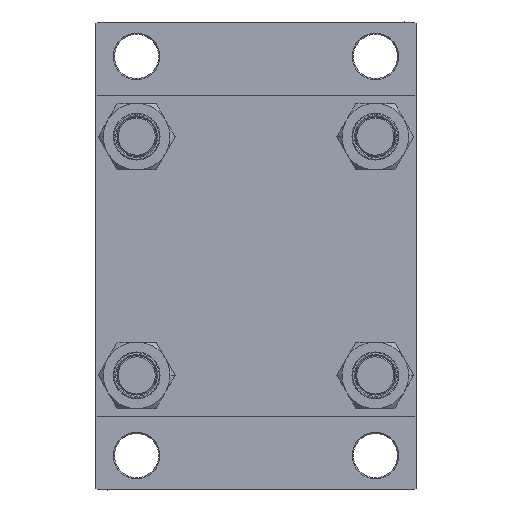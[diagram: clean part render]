
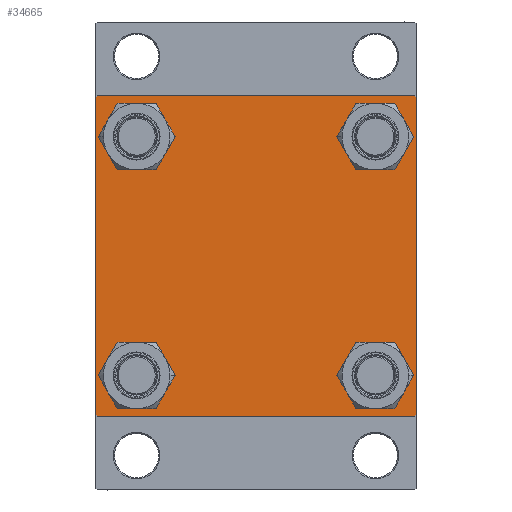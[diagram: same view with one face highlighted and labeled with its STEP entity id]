
A CAD part, left-side view. The second image highlights one B-rep face of the part: STEP entity #34665.
In plain terms, the highlighted planar face has unit normal (-1, 0, 0).
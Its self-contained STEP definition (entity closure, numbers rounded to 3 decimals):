
#162 = CARTESIAN_POINT ( 'NONE',  ( 0., 0., 0. ) ) ;
#253 = EDGE_LOOP ( 'NONE', ( #2318, #8292 ) ) ;
#363 = VECTOR ( 'NONE', #36768, 1000. ) ;
#523 = EDGE_LOOP ( 'NONE', ( #3729, #26345, #31720, #43390, #12159, #15266, #31439, #26618 ) ) ;
#581 = VECTOR ( 'NONE', #43238, 1000. ) ;
#582 = EDGE_CURVE ( 'NONE', #6906, #41405, #15919, .T. ) ;
#684 = VERTEX_POINT ( 'NONE', #21905 ) ;
#807 = EDGE_CURVE ( 'NONE', #684, #14646, #2886, .T. ) ;
#1050 = EDGE_CURVE ( 'NONE', #41405, #6906, #31380, .T. ) ;
#1951 = FACE_BOUND ( 'NONE', #13371, .T. ) ;
#2210 = LINE ( 'NONE', #16433, #581 ) ;
#2318 = ORIENTED_EDGE ( 'NONE', *, *, #582, .T. ) ;
#2660 = LINE ( 'NONE', #17362, #10414 ) ;
#2886 = CIRCLE ( 'NONE', #9792, 8.5 ) ;
#3164 = EDGE_LOOP ( 'NONE', ( #30751, #34364 ) ) ;
#3360 = LINE ( 'NONE', #21685, #16607 ) ;
#3624 = AXIS2_PLACEMENT_3D ( 'NONE', #31628, #20257, #28459 ) ;
#3727 = CARTESIAN_POINT ( 'NONE',  ( 0., 64.5, 65. ) ) ;
#3729 = ORIENTED_EDGE ( 'NONE', *, *, #41193, .T. ) ;
#5391 = LINE ( 'NONE', #31222, #31136 ) ;
#5606 = DIRECTION ( 'NONE',  ( 1., 0., 0. ) ) ;
#6019 = DIRECTION ( 'NONE',  ( 0., 0., 1. ) ) ;
#6388 = DIRECTION ( 'NONE',  ( 1., 0., 0. ) ) ;
#6850 = CARTESIAN_POINT ( 'NONE',  ( 0., 64.75, -64.75 ) ) ;
#6906 = VERTEX_POINT ( 'NONE', #38648 ) ;
#7010 = CIRCLE ( 'NONE', #20885, 8.5 ) ;
#8292 = ORIENTED_EDGE ( 'NONE', *, *, #1050, .T. ) ;
#8360 = CARTESIAN_POINT ( 'NONE',  ( 0., 65., -64.5 ) ) ;
#9122 = EDGE_CURVE ( 'NONE', #31140, #36450, #7010, .T. ) ;
#9727 = AXIS2_PLACEMENT_3D ( 'NONE', #32686, #6388, #36096 ) ;
#9792 = AXIS2_PLACEMENT_3D ( 'NONE', #31987, #43115, #13632 ) ;
#10346 = VECTOR ( 'NONE', #27370, 1000. ) ;
#10414 = VECTOR ( 'NONE', #21213, 1000. ) ;
#10750 = EDGE_CURVE ( 'NONE', #18131, #17168, #31512, .T. ) ;
#11005 = PLANE ( 'NONE',  #31884 ) ;
#11193 = CARTESIAN_POINT ( 'NONE',  ( 0., -64.5, 65. ) ) ;
#11253 = DIRECTION ( 'NONE',  ( -1., 0., 0. ) ) ;
#11269 = AXIS2_PLACEMENT_3D ( 'NONE', #38875, #20483, #43440 ) ;
#11310 = CARTESIAN_POINT ( 'NONE',  ( 0., -48.45, 48.45 ) ) ;
#12159 = ORIENTED_EDGE ( 'NONE', *, *, #44020, .F. ) ;
#12408 = CARTESIAN_POINT ( 'NONE',  ( 0., 65., 65. ) ) ;
#13371 = EDGE_LOOP ( 'NONE', ( #15125, #41154 ) ) ;
#13520 = AXIS2_PLACEMENT_3D ( 'NONE', #21660, #39114, #6019 ) ;
#13632 = DIRECTION ( 'NONE',  ( 0., 0., 1. ) ) ;
#14646 = VERTEX_POINT ( 'NONE', #40829 ) ;
#14726 = VERTEX_POINT ( 'NONE', #29936 ) ;
#15125 = ORIENTED_EDGE ( 'NONE', *, *, #807, .T. ) ;
#15266 = ORIENTED_EDGE ( 'NONE', *, *, #43473, .T. ) ;
#15478 = CARTESIAN_POINT ( 'NONE',  ( 0., -64.75, -64.75 ) ) ;
#15919 = CIRCLE ( 'NONE', #3624, 8.5 ) ;
#16245 = CARTESIAN_POINT ( 'NONE',  ( 0., 48.45, 48.45 ) ) ;
#16433 = CARTESIAN_POINT ( 'NONE',  ( 0., 65., -65. ) ) ;
#16607 = VECTOR ( 'NONE', #26029, 1000. ) ;
#17168 = VERTEX_POINT ( 'NONE', #29614 ) ;
#17362 = CARTESIAN_POINT ( 'NONE',  ( 0., -64.75, 64.75 ) ) ;
#17712 = DIRECTION ( 'NONE',  ( 0., -0.707, -0.707 ) ) ;
#18014 = DIRECTION ( 'NONE',  ( 0., 0., 1. ) ) ;
#18131 = VERTEX_POINT ( 'NONE', #8360 ) ;
#18251 = FACE_OUTER_BOUND ( 'NONE', #523, .T. ) ;
#18602 = VERTEX_POINT ( 'NONE', #3727 ) ;
#18623 = LINE ( 'NONE', #15478, #363 ) ;
#18706 = VERTEX_POINT ( 'NONE', #11193 ) ;
#18806 = EDGE_CURVE ( 'NONE', #18602, #18706, #5391, .T. ) ;
#19961 = VERTEX_POINT ( 'NONE', #23483 ) ;
#20091 = DIRECTION ( 'NONE',  ( 1., 0., 0. ) ) ;
#20257 = DIRECTION ( 'NONE',  ( 1., 0., 0. ) ) ;
#20483 = DIRECTION ( 'NONE',  ( 1., 0., 0. ) ) ;
#20885 = AXIS2_PLACEMENT_3D ( 'NONE', #11310, #25777, #43933 ) ;
#20991 = EDGE_CURVE ( 'NONE', #31084, #26776, #18623, .T. ) ;
#21213 = DIRECTION ( 'NONE',  ( 0., 0.707, 0.707 ) ) ;
#21660 = CARTESIAN_POINT ( 'NONE',  ( 0., 48.45, -48.45 ) ) ;
#21685 = CARTESIAN_POINT ( 'NONE',  ( 0., 64.75, 64.75 ) ) ;
#21905 = CARTESIAN_POINT ( 'NONE',  ( 0., -48.45, -39.95 ) ) ;
#22520 = CARTESIAN_POINT ( 'NONE',  ( 0., -65., 64.5 ) ) ;
#22784 = CIRCLE ( 'NONE', #13520, 8.5 ) ;
#22974 = CARTESIAN_POINT ( 'NONE',  ( 0., -48.45, 39.95 ) ) ;
#23245 = EDGE_CURVE ( 'NONE', #14726, #36046, #22784, .T. ) ;
#23452 = DIRECTION ( 'NONE',  ( 0., 0., 1. ) ) ;
#23483 = CARTESIAN_POINT ( 'NONE',  ( 0., 65., 64.5 ) ) ;
#24644 = EDGE_CURVE ( 'NONE', #36450, #31140, #39058, .T. ) ;
#25777 = DIRECTION ( 'NONE',  ( 1., 0., 0. ) ) ;
#26029 = DIRECTION ( 'NONE',  ( 0., 0.707, -0.707 ) ) ;
#26345 = ORIENTED_EDGE ( 'NONE', *, *, #10750, .T. ) ;
#26618 = ORIENTED_EDGE ( 'NONE', *, *, #38770, .T. ) ;
#26776 = VERTEX_POINT ( 'NONE', #45493 ) ;
#27297 = LINE ( 'NONE', #46403, #34393 ) ;
#27370 = DIRECTION ( 'NONE',  ( 0., 0., -1. ) ) ;
#27578 = DIRECTION ( 'NONE',  ( 0., 0., 1. ) ) ;
#27701 = EDGE_CURVE ( 'NONE', #14646, #684, #28236, .T. ) ;
#27934 = ORIENTED_EDGE ( 'NONE', *, *, #24644, .T. ) ;
#28236 = CIRCLE ( 'NONE', #11269, 8.5 ) ;
#28452 = EDGE_LOOP ( 'NONE', ( #27934, #41956 ) ) ;
#28459 = DIRECTION ( 'NONE',  ( 0., 0., 1. ) ) ;
#29050 = VERTEX_POINT ( 'NONE', #22520 ) ;
#29614 = CARTESIAN_POINT ( 'NONE',  ( 0., 64.5, -65. ) ) ;
#29936 = CARTESIAN_POINT ( 'NONE',  ( 0., 48.45, -56.95 ) ) ;
#30281 = EDGE_CURVE ( 'NONE', #17168, #31084, #2210, .T. ) ;
#30525 = LINE ( 'NONE', #12408, #10346 ) ;
#30751 = ORIENTED_EDGE ( 'NONE', *, *, #47180, .T. ) ;
#31084 = VERTEX_POINT ( 'NONE', #37010 ) ;
#31136 = VECTOR ( 'NONE', #34362, 1000. ) ;
#31140 = VERTEX_POINT ( 'NONE', #22974 ) ;
#31222 = CARTESIAN_POINT ( 'NONE',  ( 0., 65., 65. ) ) ;
#31380 = CIRCLE ( 'NONE', #42183, 8.5 ) ;
#31439 = ORIENTED_EDGE ( 'NONE', *, *, #18806, .F. ) ;
#31512 = LINE ( 'NONE', #6850, #45669 ) ;
#31628 = CARTESIAN_POINT ( 'NONE',  ( 0., 48.45, 48.45 ) ) ;
#31720 = ORIENTED_EDGE ( 'NONE', *, *, #30281, .T. ) ;
#31884 = AXIS2_PLACEMENT_3D ( 'NONE', #162, #11253, #18014 ) ;
#31987 = CARTESIAN_POINT ( 'NONE',  ( 0., -48.45, -48.45 ) ) ;
#32155 = CIRCLE ( 'NONE', #36022, 8.5 ) ;
#32686 = CARTESIAN_POINT ( 'NONE',  ( 0., -48.45, 48.45 ) ) ;
#34362 = DIRECTION ( 'NONE',  ( 0., -1., 0. ) ) ;
#34364 = ORIENTED_EDGE ( 'NONE', *, *, #23245, .T. ) ;
#34393 = VECTOR ( 'NONE', #42061, 1000. ) ;
#34665 = ADVANCED_FACE ( 'NONE', ( #45660, #1951, #38901, #37106, #18251 ), #11005, .T. ) ;
#36022 = AXIS2_PLACEMENT_3D ( 'NONE', #38470, #5606, #23452 ) ;
#36046 = VERTEX_POINT ( 'NONE', #36298 ) ;
#36096 = DIRECTION ( 'NONE',  ( 0., 0., 1. ) ) ;
#36298 = CARTESIAN_POINT ( 'NONE',  ( 0., 48.45, -39.95 ) ) ;
#36450 = VERTEX_POINT ( 'NONE', #37428 ) ;
#36768 = DIRECTION ( 'NONE',  ( 0., -0.707, 0.707 ) ) ;
#37010 = CARTESIAN_POINT ( 'NONE',  ( 0., -64.5, -65. ) ) ;
#37106 = FACE_BOUND ( 'NONE', #253, .T. ) ;
#37428 = CARTESIAN_POINT ( 'NONE',  ( 0., -48.45, 56.95 ) ) ;
#38470 = CARTESIAN_POINT ( 'NONE',  ( 0., 48.45, -48.45 ) ) ;
#38648 = CARTESIAN_POINT ( 'NONE',  ( 0., 48.45, 56.95 ) ) ;
#38770 = EDGE_CURVE ( 'NONE', #18602, #19961, #3360, .T. ) ;
#38875 = CARTESIAN_POINT ( 'NONE',  ( 0., -48.45, -48.45 ) ) ;
#38901 = FACE_BOUND ( 'NONE', #3164, .T. ) ;
#39058 = CIRCLE ( 'NONE', #9727, 8.5 ) ;
#39114 = DIRECTION ( 'NONE',  ( 1., 0., 0. ) ) ;
#40829 = CARTESIAN_POINT ( 'NONE',  ( 0., -48.45, -56.95 ) ) ;
#41154 = ORIENTED_EDGE ( 'NONE', *, *, #27701, .T. ) ;
#41193 = EDGE_CURVE ( 'NONE', #19961, #18131, #30525, .T. ) ;
#41405 = VERTEX_POINT ( 'NONE', #42066 ) ;
#41956 = ORIENTED_EDGE ( 'NONE', *, *, #9122, .T. ) ;
#42061 = DIRECTION ( 'NONE',  ( 0., 0., -1. ) ) ;
#42066 = CARTESIAN_POINT ( 'NONE',  ( 0., 48.45, 39.95 ) ) ;
#42183 = AXIS2_PLACEMENT_3D ( 'NONE', #16245, #20091, #27578 ) ;
#43115 = DIRECTION ( 'NONE',  ( 1., 0., 0. ) ) ;
#43238 = DIRECTION ( 'NONE',  ( 0., -1., 0. ) ) ;
#43390 = ORIENTED_EDGE ( 'NONE', *, *, #20991, .T. ) ;
#43440 = DIRECTION ( 'NONE',  ( 0., 0., 1. ) ) ;
#43473 = EDGE_CURVE ( 'NONE', #29050, #18706, #2660, .T. ) ;
#43933 = DIRECTION ( 'NONE',  ( 0., 0., 1. ) ) ;
#44020 = EDGE_CURVE ( 'NONE', #29050, #26776, #27297, .T. ) ;
#45493 = CARTESIAN_POINT ( 'NONE',  ( 0., -65., -64.5 ) ) ;
#45660 = FACE_BOUND ( 'NONE', #28452, .T. ) ;
#45669 = VECTOR ( 'NONE', #17712, 1000. ) ;
#46403 = CARTESIAN_POINT ( 'NONE',  ( 0., -65., 65. ) ) ;
#47180 = EDGE_CURVE ( 'NONE', #36046, #14726, #32155, .T. ) ;
